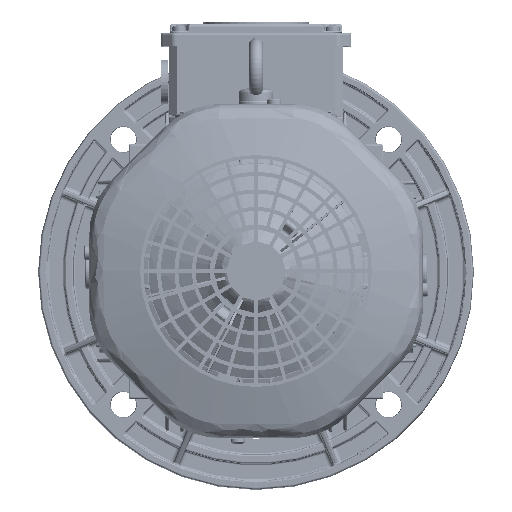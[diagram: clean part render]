
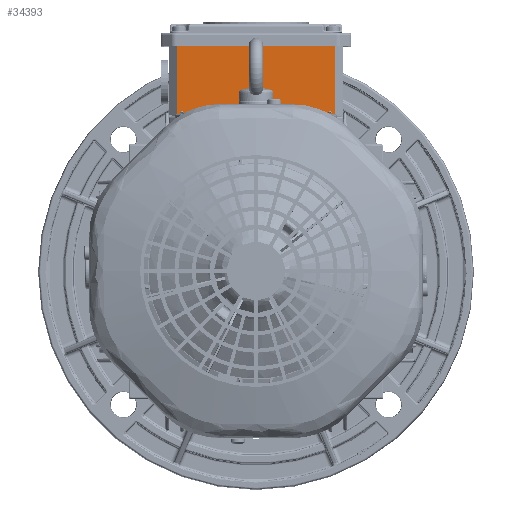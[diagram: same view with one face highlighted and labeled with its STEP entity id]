
A CAD part, top view. The second image highlights one B-rep face of the part: STEP entity #34393.
In plain terms, the highlighted planar face has unit normal (0, 0, 1).
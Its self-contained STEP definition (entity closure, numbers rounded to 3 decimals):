
#34393=ADVANCED_FACE('',(#41445),#40010,.T.);
#40010=PLANE('',#122431);
#41445=FACE_OUTER_BOUND('',#47228,.T.);
#47228=EDGE_LOOP('',(#55540,#55541,#55542,#55543));
#55540=ORIENTED_EDGE('',*,*,#94896,.F.);
#55541=ORIENTED_EDGE('',*,*,#94897,.T.);
#55542=ORIENTED_EDGE('',*,*,#94898,.T.);
#55543=ORIENTED_EDGE('',*,*,#94893,.F.);
#82939=VERTEX_POINT('',#157104);
#82941=VERTEX_POINT('',#157107);
#82943=VERTEX_POINT('',#157113);
#82944=VERTEX_POINT('',#157115);
#94893=EDGE_CURVE('',#82939,#82941,#112055,.T.);
#94896=EDGE_CURVE('',#82943,#82939,#112058,.T.);
#94897=EDGE_CURVE('',#82943,#82944,#112059,.T.);
#94898=EDGE_CURVE('',#82944,#82941,#112060,.T.);
#112055=LINE('',#157106,#117263);
#112058=LINE('',#157112,#117266);
#112059=LINE('',#157114,#117267);
#112060=LINE('',#157116,#117268);
#117263=VECTOR('',#133102,1.);
#117266=VECTOR('',#133107,1.);
#117267=VECTOR('',#133108,1.);
#117268=VECTOR('',#133109,1.);
#122431=AXIS2_PLACEMENT_3D('',#157117,#133110,#133111);
#133102=DIRECTION('',(0.,-1.,0.));
#133107=DIRECTION('',(1.,0.,0.));
#133108=DIRECTION('',(0.,-1.,0.));
#133109=DIRECTION('',(1.,0.,0.));
#133110=DIRECTION('',(0.,0.,1.));
#133111=DIRECTION('',(1.,0.,0.));
#157104=CARTESIAN_POINT('',(45.172,129.5,172.));
#157106=CARTESIAN_POINT('',(45.172,142.,172.));
#157107=CARTESIAN_POINT('',(45.172,90.,172.));
#157112=CARTESIAN_POINT('',(-45.172,129.5,172.));
#157113=CARTESIAN_POINT('',(-45.172,129.5,172.));
#157114=CARTESIAN_POINT('',(-45.172,142.,172.));
#157115=CARTESIAN_POINT('',(-45.172,90.,172.));
#157116=CARTESIAN_POINT('',(45.172,90.,172.));
#157117=CARTESIAN_POINT('',(45.172,142.,172.));
